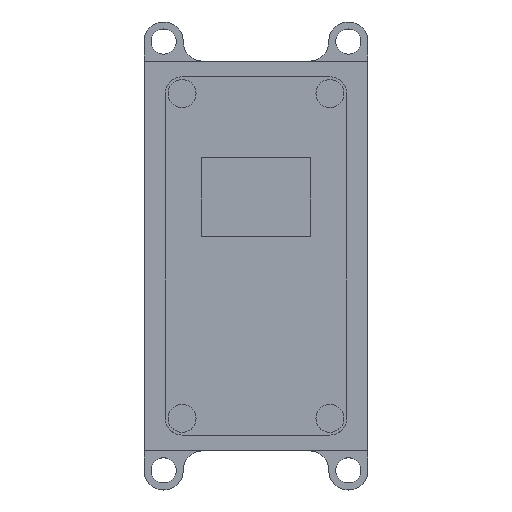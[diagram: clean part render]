
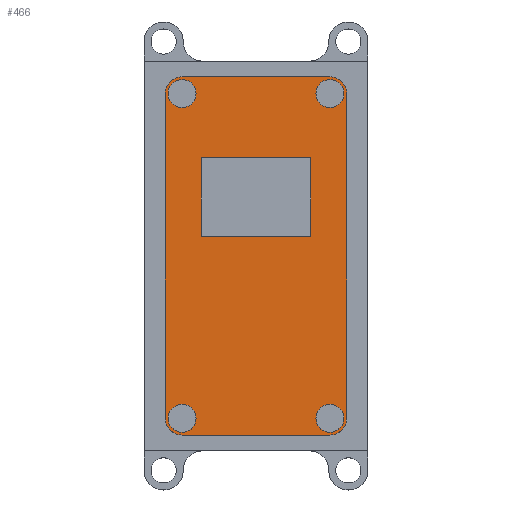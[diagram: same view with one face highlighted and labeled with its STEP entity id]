
A CAD part, top view. The second image highlights one B-rep face of the part: STEP entity #466.
In plain terms, the highlighted planar face has unit normal (0, 0, 1).
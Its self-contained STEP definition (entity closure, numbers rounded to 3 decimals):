
#466=ADVANCED_FACE('',(#683,#685,#687,#689,#691,#693),#695,.T.);
#683=FACE_BOUND('',#684,.T.);
#684=EDGE_LOOP('',(#994,#995,#996,#997,#998,#999,#1000,#1001));
#685=FACE_BOUND('',#686,.T.);
#686=EDGE_LOOP('',(#1002,#1003,#1004,#1005));
#687=FACE_BOUND('',#688,.T.);
#688=EDGE_LOOP('',(#1006));
#689=FACE_BOUND('',#690,.T.);
#690=EDGE_LOOP('',(#1007));
#691=FACE_BOUND('',#692,.T.);
#692=EDGE_LOOP('',(#1008));
#693=FACE_BOUND('',#694,.T.);
#694=EDGE_LOOP('',(#1009));
#695=PLANE('',#696);
#696=AXIS2_PLACEMENT_3D('',#697,#698,#699);
#697=CARTESIAN_POINT('',(0.,0.,1.));
#698=DIRECTION('',(0.,0.,1.));
#699=DIRECTION('',(-1.,0.,0.));
#994=ORIENTED_EDGE('',*,*,#1146,.F.);
#995=ORIENTED_EDGE('',*,*,#1147,.T.);
#996=ORIENTED_EDGE('',*,*,#1148,.F.);
#997=ORIENTED_EDGE('',*,*,#1149,.T.);
#998=ORIENTED_EDGE('',*,*,#1150,.F.);
#999=ORIENTED_EDGE('',*,*,#1151,.T.);
#1000=ORIENTED_EDGE('',*,*,#1152,.F.);
#1001=ORIENTED_EDGE('',*,*,#1153,.T.);
#1002=ORIENTED_EDGE('',*,*,#1154,.F.);
#1003=ORIENTED_EDGE('',*,*,#1155,.F.);
#1004=ORIENTED_EDGE('',*,*,#1156,.F.);
#1005=ORIENTED_EDGE('',*,*,#1157,.F.);
#1006=ORIENTED_EDGE('',*,*,#1158,.T.);
#1007=ORIENTED_EDGE('',*,*,#1159,.T.);
#1008=ORIENTED_EDGE('',*,*,#1160,.T.);
#1009=ORIENTED_EDGE('',*,*,#1161,.T.);
#1146=EDGE_CURVE('',#1260,#1261,#1262,.F.);
#1147=EDGE_CURVE('',#1260,#1263,#1264,.T.);
#1148=EDGE_CURVE('',#1265,#1263,#1266,.F.);
#1149=EDGE_CURVE('',#1265,#1267,#1268,.T.);
#1150=EDGE_CURVE('',#1269,#1267,#1270,.F.);
#1151=EDGE_CURVE('',#1269,#1271,#1272,.T.);
#1152=EDGE_CURVE('',#1273,#1271,#1274,.F.);
#1153=EDGE_CURVE('',#1273,#1261,#1275,.T.);
#1154=EDGE_CURVE('',#1276,#1277,#1278,.T.);
#1155=EDGE_CURVE('',#1279,#1276,#1280,.T.);
#1156=EDGE_CURVE('',#1281,#1279,#1282,.T.);
#1157=EDGE_CURVE('',#1277,#1281,#1283,.T.);
#1158=EDGE_CURVE('',#1284,#1284,#1285,.F.);
#1159=EDGE_CURVE('',#1286,#1286,#1287,.F.);
#1160=EDGE_CURVE('',#1288,#1288,#1289,.F.);
#1161=EDGE_CURVE('',#1290,#1290,#1291,.F.);
#1260=VERTEX_POINT('',#1492);
#1261=VERTEX_POINT('',#1493);
#1262=CIRCLE('',#1494,3.);
#1263=VERTEX_POINT('',#1498);
#1264=LINE('',#1499,#1500);
#1265=VERTEX_POINT('',#1502);
#1266=CIRCLE('',#1503,3.);
#1267=VERTEX_POINT('',#1507);
#1268=LINE('',#1508,#1509);
#1269=VERTEX_POINT('',#1511);
#1270=CIRCLE('',#1512,3.);
#1271=VERTEX_POINT('',#1516);
#1272=LINE('',#1517,#1518);
#1273=VERTEX_POINT('',#1520);
#1274=CIRCLE('',#1521,3.);
#1275=LINE('',#1525,#1526);
#1276=VERTEX_POINT('',#1528);
#1277=VERTEX_POINT('',#1529);
#1278=LINE('',#1530,#1531);
#1279=VERTEX_POINT('',#1533);
#1280=LINE('',#1534,#1535);
#1281=VERTEX_POINT('',#1537);
#1282=LINE('',#1538,#1539);
#1283=LINE('',#1541,#1542);
#1284=VERTEX_POINT('',#1544);
#1285=CIRCLE('',#1545,1.5);
#1286=VERTEX_POINT('',#1549);
#1287=CIRCLE('',#1550,1.5);
#1288=VERTEX_POINT('',#1554);
#1289=CIRCLE('',#1555,1.5);
#1290=VERTEX_POINT('',#1559);
#1291=CIRCLE('',#1560,1.5);
#1492=CARTESIAN_POINT('',(-13.2,-32.,1.));
#1493=CARTESIAN_POINT('',(-16.2,-29.,1.));
#1494=AXIS2_PLACEMENT_3D('',#1495,#1496,#1497);
#1495=CARTESIAN_POINT('',(-13.2,-29.,1.));
#1496=DIRECTION('',(0.,0.,1.));
#1497=DIRECTION('',(-1.,0.,0.));
#1498=CARTESIAN_POINT('',(13.2,-32.,1.));
#1499=CARTESIAN_POINT('',(-13.2,-32.,1.));
#1500=VECTOR('',#1501,1.);
#1501=DIRECTION('',(1.,0.,0.));
#1502=CARTESIAN_POINT('',(16.2,-29.,1.));
#1503=AXIS2_PLACEMENT_3D('',#1504,#1505,#1506);
#1504=CARTESIAN_POINT('',(13.2,-29.,1.));
#1505=DIRECTION('',(0.,0.,1.));
#1506=DIRECTION('',(0.,-1.,0.));
#1507=CARTESIAN_POINT('',(16.2,29.,1.));
#1508=CARTESIAN_POINT('',(16.2,-29.,1.));
#1509=VECTOR('',#1510,1.);
#1510=DIRECTION('',(0.,1.,0.));
#1511=CARTESIAN_POINT('',(13.2,32.,1.));
#1512=AXIS2_PLACEMENT_3D('',#1513,#1514,#1515);
#1513=CARTESIAN_POINT('',(13.2,29.,1.));
#1514=DIRECTION('',(0.,0.,1.));
#1515=DIRECTION('',(1.,0.,0.));
#1516=CARTESIAN_POINT('',(-13.2,32.,1.));
#1517=CARTESIAN_POINT('',(13.2,32.,1.));
#1518=VECTOR('',#1519,1.);
#1519=DIRECTION('',(-1.,0.,0.));
#1520=CARTESIAN_POINT('',(-16.2,29.,1.));
#1521=AXIS2_PLACEMENT_3D('',#1522,#1523,#1524);
#1522=CARTESIAN_POINT('',(-13.2,29.,1.));
#1523=DIRECTION('',(0.,0.,1.));
#1524=DIRECTION('',(0.,1.,0.));
#1525=CARTESIAN_POINT('',(-16.2,29.,1.));
#1526=VECTOR('',#1527,1.);
#1527=DIRECTION('',(0.,-1.,0.));
#1528=CARTESIAN_POINT('',(-9.75,17.5,1.));
#1529=CARTESIAN_POINT('',(-9.75,3.5,1.));
#1530=CARTESIAN_POINT('',(-9.75,17.5,1.));
#1531=VECTOR('',#1532,1.);
#1532=DIRECTION('',(0.,-1.,0.));
#1533=CARTESIAN_POINT('',(9.75,17.5,1.));
#1534=CARTESIAN_POINT('',(9.75,17.5,1.));
#1535=VECTOR('',#1536,1.);
#1536=DIRECTION('',(-1.,0.,0.));
#1537=CARTESIAN_POINT('',(9.75,3.5,1.));
#1538=CARTESIAN_POINT('',(9.75,3.5,1.));
#1539=VECTOR('',#1540,1.);
#1540=DIRECTION('',(0.,1.,0.));
#1541=CARTESIAN_POINT('',(-9.75,3.5,1.));
#1542=VECTOR('',#1543,1.);
#1543=DIRECTION('',(1.,0.,0.));
#1544=CARTESIAN_POINT('',(-14.7,29.,1.));
#1545=AXIS2_PLACEMENT_3D('',#1546,#1547,#1548);
#1546=CARTESIAN_POINT('',(-13.2,29.,1.));
#1547=DIRECTION('',(0.,0.,1.));
#1548=DIRECTION('',(-1.,0.,0.));
#1549=CARTESIAN_POINT('',(11.7,29.,1.));
#1550=AXIS2_PLACEMENT_3D('',#1551,#1552,#1553);
#1551=CARTESIAN_POINT('',(13.2,29.,1.));
#1552=DIRECTION('',(0.,0.,1.));
#1553=DIRECTION('',(-1.,0.,0.));
#1554=CARTESIAN_POINT('',(11.7,-29.,1.));
#1555=AXIS2_PLACEMENT_3D('',#1556,#1557,#1558);
#1556=CARTESIAN_POINT('',(13.2,-29.,1.));
#1557=DIRECTION('',(0.,0.,1.));
#1558=DIRECTION('',(-1.,0.,0.));
#1559=CARTESIAN_POINT('',(-14.7,-29.,1.));
#1560=AXIS2_PLACEMENT_3D('',#1561,#1562,#1563);
#1561=CARTESIAN_POINT('',(-13.2,-29.,1.));
#1562=DIRECTION('',(0.,0.,1.));
#1563=DIRECTION('',(-1.,0.,0.));
